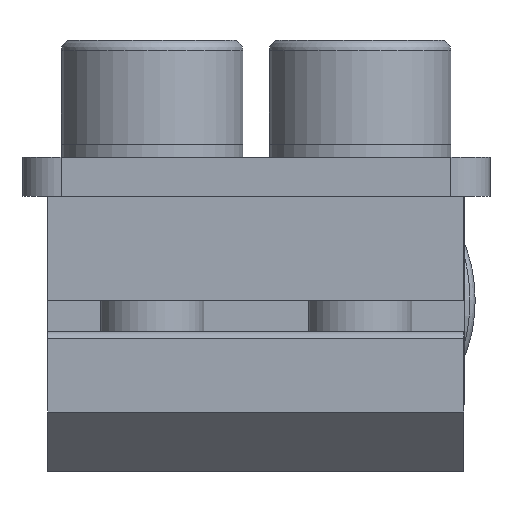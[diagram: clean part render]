
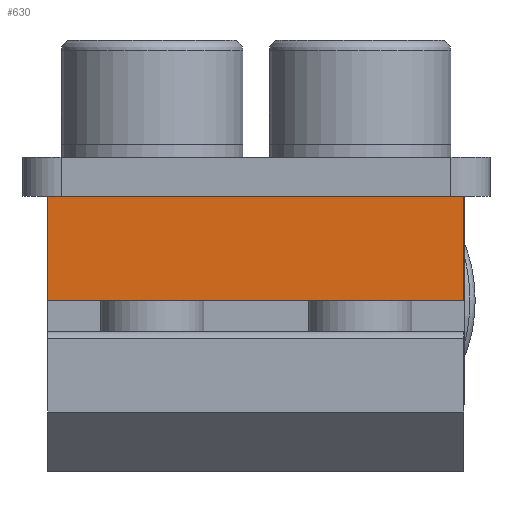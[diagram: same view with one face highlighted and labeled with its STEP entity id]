
A CAD part, left-side view. The second image highlights one B-rep face of the part: STEP entity #630.
In plain terms, the highlighted planar face has unit normal (-1, 0, 0).
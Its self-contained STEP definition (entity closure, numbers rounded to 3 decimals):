
#352=CARTESIAN_POINT('',(-62.0,8.0,8.0));
#353=VERTEX_POINT('',#352);
#360=CARTESIAN_POINT('',(-62.0,-8.0,8.0));
#361=VERTEX_POINT('',#360);
#362=CARTESIAN_POINT('',(-62.0,-8.0,8.0));
#363=DIRECTION('',(0.0,1.0,0.0));
#364=VECTOR('',#363,16.0);
#365=LINE('',#362,#364);
#366=EDGE_CURVE('',#361,#353,#365,.T.);
#473=CARTESIAN_POINT('',(-62.0,8.0,4.0));
#474=VERTEX_POINT('',#473);
#489=CARTESIAN_POINT('',(-62.0,-8.0,4.0));
#490=VERTEX_POINT('',#489);
#497=CARTESIAN_POINT('',(-62.0,8.0,4.0));
#498=DIRECTION('',(0.0,-1.0,0.0));
#499=VECTOR('',#498,16.0);
#500=LINE('',#497,#499);
#501=EDGE_CURVE('',#474,#490,#500,.T.);
#609=CARTESIAN_POINT('',(-62.0,-8.0,0.0));
#610=DIRECTION('',(-1.0,0.0,0.0));
#611=DIRECTION('',(0.0,0.0,1.0));
#612=AXIS2_PLACEMENT_3D('',#609,#610,#611);
#613=PLANE('',#612);
#614=ORIENTED_EDGE('',*,*,#501,.T.);
#615=CARTESIAN_POINT('',(-62.0,-8.0,4.0));
#616=DIRECTION('',(0.0,0.0,1.0));
#617=VECTOR('',#616,4.0);
#618=LINE('',#615,#617);
#619=EDGE_CURVE('',#490,#361,#618,.T.);
#620=ORIENTED_EDGE('',*,*,#619,.T.);
#621=ORIENTED_EDGE('',*,*,#366,.T.);
#622=CARTESIAN_POINT('',(-62.0,8.0,4.0));
#623=DIRECTION('',(0.0,0.0,1.0));
#624=VECTOR('',#623,4.0);
#625=LINE('',#622,#624);
#626=EDGE_CURVE('',#474,#353,#625,.T.);
#627=ORIENTED_EDGE('',*,*,#626,.F.);
#628=EDGE_LOOP('',(#614,#620,#621,#627));
#629=FACE_OUTER_BOUND('',#628,.T.);
#630=ADVANCED_FACE('',(#629),#613,.T.);
